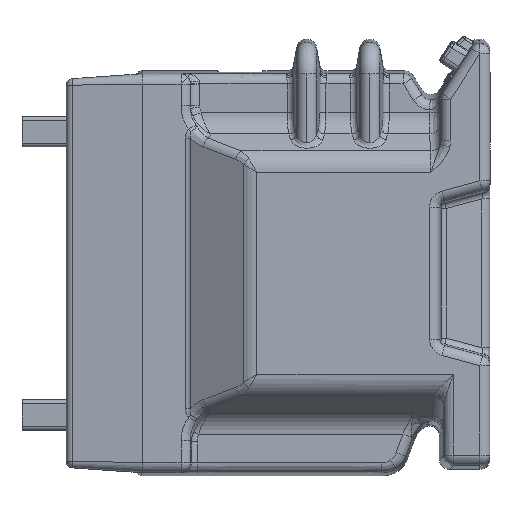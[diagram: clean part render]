
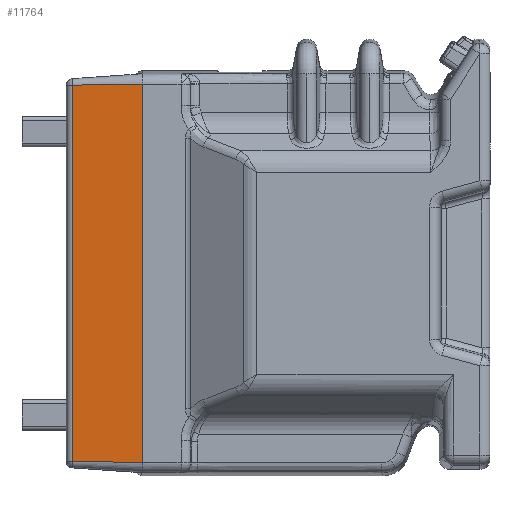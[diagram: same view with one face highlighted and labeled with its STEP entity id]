
A CAD part, left-side view. The second image highlights one B-rep face of the part: STEP entity #11764.
In plain terms, the highlighted planar face has unit normal (-0.998, 0.07, 0).
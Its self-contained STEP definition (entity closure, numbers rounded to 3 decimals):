
#4867 = B_SPLINE_CURVE_WITH_KNOTS ( 'NONE', 3,
 ( #62425, #62433, #62434, #62435 ),
 .UNSPECIFIED., .F., .F.,
 ( 4, 4 ),
 ( 0.415, 0.598 ),
 .UNSPECIFIED. ) ;
#6020 = VERTEX_POINT ( 'NONE', #65633 ) ;
#6021 = VERTEX_POINT ( 'NONE', #65635 ) ;
#6043 = VERTEX_POINT ( 'NONE', #65670 ) ;
#6047 = VERTEX_POINT ( 'NONE', #65676 ) ;
#6797 = EDGE_CURVE ( 'NONE', #6021, #40414, #71145, .T. ) ;
#6798 = EDGE_CURVE ( 'NONE', #40413, #6047, #4867, .T. ) ;
#7112 = B_SPLINE_CURVE_WITH_KNOTS ( 'NONE', 3,
 ( #48143, #48190, #48191, #48193 ),
 .UNSPECIFIED., .F., .F.,
 ( 4, 4 ),
 ( 0., 0. ),
 .UNSPECIFIED. ) ;
#7604 = B_SPLINE_CURVE_WITH_KNOTS ( 'NONE', 3,
 ( #14845, #14850, #14851, #14852 ),
 .UNSPECIFIED., .F., .F.,
 ( 4, 4 ),
 ( 0., 0. ),
 .UNSPECIFIED. ) ;
#11764 = ADVANCED_FACE ( 'NONE', ( #12770 ), #50282, .T. ) ;
#12770 = FACE_OUTER_BOUND ( 'NONE', #47321, .T. ) ;
#14815 = CARTESIAN_POINT ( 'NONE',  ( -102.6, 275., 1159.491 ) ) ;
#14816 = DIRECTION ( 'NONE',  ( 0., 0., -1. ) ) ;
#14845 = CARTESIAN_POINT ( 'NONE',  ( -102.6, 275., 149.54 ) ) ;
#14850 = CARTESIAN_POINT ( 'NONE',  ( -102.6, 275., 149.533 ) ) ;
#14851 = CARTESIAN_POINT ( 'NONE',  ( -102.6, 275., 149.527 ) ) ;
#14852 = CARTESIAN_POINT ( 'NONE',  ( -102.6, 275., 149.52 ) ) ;
#15544 = EDGE_CURVE ( 'NONE', #6020, #6021, #7112, .T. ) ;
#15801 = LINE ( 'NONE', #14815, #15804 ) ;
#15804 = VECTOR ( 'NONE', #14816, 1000. ) ;
#22332 = ORIENTED_EDGE ( 'NONE', *, *, #6797, .F. ) ;
#22334 = ORIENTED_EDGE ( 'NONE', *, *, #15544, .F. ) ;
#22336 = ORIENTED_EDGE ( 'NONE', *, *, #60772, .F. ) ;
#22338 = ORIENTED_EDGE ( 'NONE', *, *, #60780, .F. ) ;
#22340 = ORIENTED_EDGE ( 'NONE', *, *, #6798, .F. ) ;
#24592 = ORIENTED_EDGE ( 'NONE', *, *, #40880, .F. ) ;
#31270 = LINE ( 'NONE', #32644, #31271 ) ;
#31271 = VECTOR ( 'NONE', #32645, 1000. ) ;
#32644 = CARTESIAN_POINT ( 'NONE',  ( -98.731, 330.349, -216.279 ) ) ;
#32645 = DIRECTION ( 'NONE',  ( 0., 0., 1. ) ) ;
#40413 = VERTEX_POINT ( 'NONE', #48675 ) ;
#40414 = VERTEX_POINT ( 'NONE', #48676 ) ;
#40880 = EDGE_CURVE ( 'NONE', #40414, #40413, #31270, .T. ) ;
#47321 = EDGE_LOOP ( 'NONE', ( #22332, #22334, #22336, #22338, #22340, #24592 ) ) ;
#48143 = CARTESIAN_POINT ( 'NONE',  ( -102.6, 275., -149.52 ) ) ;
#48190 = CARTESIAN_POINT ( 'NONE',  ( -102.6, 275., -149.527 ) ) ;
#48191 = CARTESIAN_POINT ( 'NONE',  ( -102.6, 275., -149.533 ) ) ;
#48193 = CARTESIAN_POINT ( 'NONE',  ( -102.6, 275., -149.54 ) ) ;
#48675 = CARTESIAN_POINT ( 'NONE',  ( -98.731, 330.349, 148.744 ) ) ;
#48676 = CARTESIAN_POINT ( 'NONE',  ( -98.731, 330.349, -148.744 ) ) ;
#50282 = PLANE ( 'NONE',  #69159 ) ;
#50285 = CARTESIAN_POINT ( 'NONE',  ( -98.406, 335., -216.279 ) ) ;
#50346 = DIRECTION ( 'NONE',  ( -0.998, 0.07, 0. ) ) ;
#50347 = DIRECTION ( 'NONE',  ( 0.07, 0.998, 0. ) ) ;
#60772 = EDGE_CURVE ( 'NONE', #6043, #6020, #15801, .T. ) ;
#60780 = EDGE_CURVE ( 'NONE', #6047, #6043, #7604, .T. ) ;
#62421 = CARTESIAN_POINT ( 'NONE',  ( -102.6, 275., -149.54 ) ) ;
#62425 = CARTESIAN_POINT ( 'NONE',  ( -98.731, 330.349, 148.744 ) ) ;
#62430 = CARTESIAN_POINT ( 'NONE',  ( -101.314, 293.39, -148.366 ) ) ;
#62431 = CARTESIAN_POINT ( 'NONE',  ( -100.018, 311.938, -149.605 ) ) ;
#62432 = CARTESIAN_POINT ( 'NONE',  ( -98.731, 330.349, -148.744 ) ) ;
#62433 = CARTESIAN_POINT ( 'NONE',  ( -100.018, 311.938, 149.605 ) ) ;
#62434 = CARTESIAN_POINT ( 'NONE',  ( -101.314, 293.39, 148.366 ) ) ;
#62435 = CARTESIAN_POINT ( 'NONE',  ( -102.6, 275., 149.54 ) ) ;
#65633 = CARTESIAN_POINT ( 'NONE',  ( -102.6, 275., -149.52 ) ) ;
#65635 = CARTESIAN_POINT ( 'NONE',  ( -102.6, 275., -149.54 ) ) ;
#65670 = CARTESIAN_POINT ( 'NONE',  ( -102.6, 275., 149.52 ) ) ;
#65676 = CARTESIAN_POINT ( 'NONE',  ( -102.6, 275., 149.54 ) ) ;
#69159 = AXIS2_PLACEMENT_3D ( 'NONE', #50285, #50346, #50347 ) ;
#71145 = B_SPLINE_CURVE_WITH_KNOTS ( 'NONE', 3,
 ( #62421, #62430, #62431, #62432 ),
 .UNSPECIFIED., .F., .F.,
 ( 4, 4 ),
 ( 0.402, 0.585 ),
 .UNSPECIFIED. ) ;
